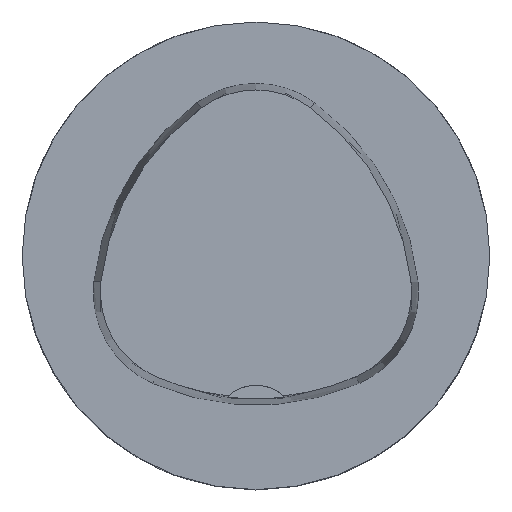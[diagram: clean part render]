
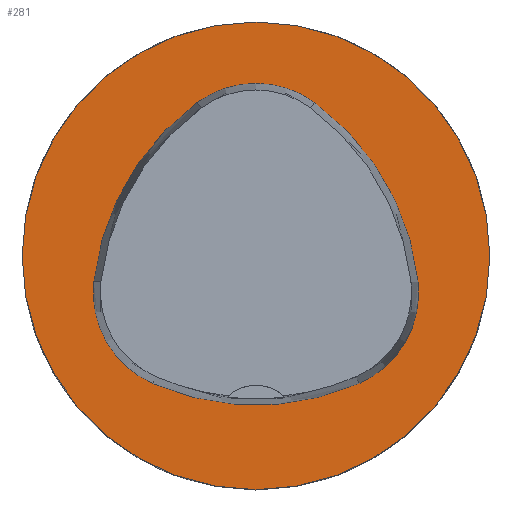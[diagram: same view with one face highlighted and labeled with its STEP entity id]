
A CAD part, top view. The second image highlights one B-rep face of the part: STEP entity #281.
In plain terms, the highlighted planar face has unit normal (0, 0, 1).
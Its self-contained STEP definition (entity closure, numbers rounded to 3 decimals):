
#281=ADVANCED_FACE('',(#388,#389),#339,.T.);
#339=PLANE('',#1034);
#388=FACE_BOUND('',#463,.T.);
#389=FACE_BOUND('',#464,.T.);
#463=EDGE_LOOP('',(#614,#615,#616,#617,#618,#619));
#464=EDGE_LOOP('',(#620));
#614=ORIENTED_EDGE('',*,*,#879,.T.);
#615=ORIENTED_EDGE('',*,*,#859,.T.);
#616=ORIENTED_EDGE('',*,*,#863,.T.);
#617=ORIENTED_EDGE('',*,*,#866,.T.);
#618=ORIENTED_EDGE('',*,*,#869,.T.);
#619=ORIENTED_EDGE('',*,*,#877,.T.);
#620=ORIENTED_EDGE('',*,*,#850,.F.);
#769=VERTEX_POINT('',#1436);
#778=VERTEX_POINT('',#1455);
#779=VERTEX_POINT('',#1456);
#782=VERTEX_POINT('',#1464);
#784=VERTEX_POINT('',#1470);
#786=VERTEX_POINT('',#1476);
#793=VERTEX_POINT('',#1497);
#850=EDGE_CURVE('',#769,#769,#947,.T.);
#859=EDGE_CURVE('',#778,#779,#948,.T.);
#863=EDGE_CURVE('',#779,#782,#950,.T.);
#866=EDGE_CURVE('',#782,#784,#952,.T.);
#869=EDGE_CURVE('',#784,#786,#954,.T.);
#877=EDGE_CURVE('',#786,#793,#958,.T.);
#879=EDGE_CURVE('',#793,#778,#960,.T.);
#947=CIRCLE('',#1003,40.0);
#948=CIRCLE('',#1009,44.0);
#950=CIRCLE('',#1012,17.0);
#952=CIRCLE('',#1015,44.0);
#954=CIRCLE('',#1018,17.0);
#958=CIRCLE('',#1023,44.0);
#960=CIRCLE('',#1026,17.0);
#1003=AXIS2_PLACEMENT_3D('',#1435,#1142,#1143);
#1009=AXIS2_PLACEMENT_3D('',#1454,#1158,#1159);
#1012=AXIS2_PLACEMENT_3D('',#1463,#1166,#1167);
#1015=AXIS2_PLACEMENT_3D('',#1469,#1173,#1174);
#1018=AXIS2_PLACEMENT_3D('',#1475,#1180,#1181);
#1023=AXIS2_PLACEMENT_3D('',#1498,#1192,#1193);
#1026=AXIS2_PLACEMENT_3D('',#1501,#1198,#1199);
#1034=AXIS2_PLACEMENT_3D('',#1527,#1222,#1223);
#1142=DIRECTION('',(0.0,0.0,-1.0));
#1143=DIRECTION('',(-1.0,0.0,0.0));
#1158=DIRECTION('',(0.0,0.0,-1.0));
#1159=DIRECTION('',(-1.0,0.0,0.0));
#1166=DIRECTION('',(0.0,0.0,-1.0));
#1167=DIRECTION('',(-1.0,0.0,0.0));
#1173=DIRECTION('',(0.0,0.0,-1.0));
#1174=DIRECTION('',(-1.0,0.0,0.0));
#1180=DIRECTION('',(0.0,0.0,-1.0));
#1181=DIRECTION('',(-1.0,0.0,0.0));
#1192=DIRECTION('',(0.0,0.0,-1.0));
#1193=DIRECTION('',(-1.0,0.0,0.0));
#1198=DIRECTION('',(0.0,0.0,-1.0));
#1199=DIRECTION('',(-1.0,0.0,0.0));
#1222=DIRECTION('',(0.0,0.0,1.0));
#1223=DIRECTION('',(1.0,0.0,0.0));
#1435=CARTESIAN_POINT('',(0.0,0.0,0.0));
#1436=CARTESIAN_POINT('',(-40.0,0.0,0.0));
#1454=CARTESIAN_POINT('',(16.01,-9.224,0.0));
#1455=CARTESIAN_POINT('',(-27.722,-4.378,0.0));
#1456=CARTESIAN_POINT('',(-10.119,26.178,0.0));
#1463=CARTESIAN_POINT('',(-0.023,12.5,0.0));
#1464=CARTESIAN_POINT('',(10.049,26.194,0.0));
#1469=CARTESIAN_POINT('',(-16.021,-9.25,0.0));
#1470=CARTESIAN_POINT('',(27.71,-4.394,0.0));
#1475=CARTESIAN_POINT('',(10.814,-6.27,0.0));
#1476=CARTESIAN_POINT('',(17.611,-21.852,0.0));
#1497=CARTESIAN_POINT('',(-17.652,-21.819,0.0));
#1498=CARTESIAN_POINT('',(0.017,18.477,0.0));
#1501=CARTESIAN_POINT('',(-10.825,-6.25,0.0));
#1527=CARTESIAN_POINT('',(0.0,0.0,0.0));
